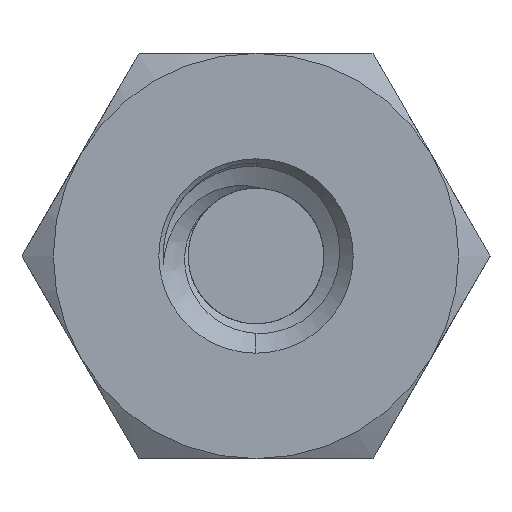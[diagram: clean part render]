
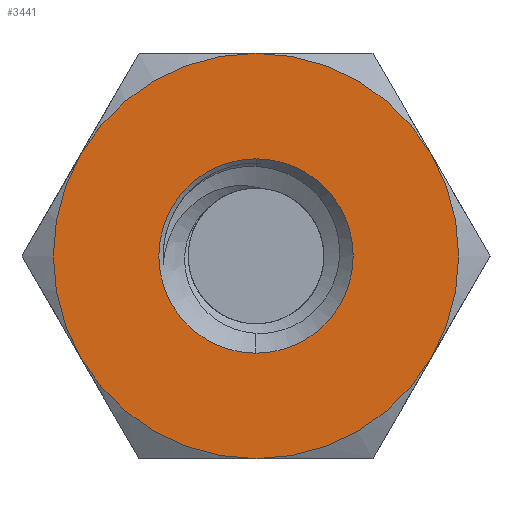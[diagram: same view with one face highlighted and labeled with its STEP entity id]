
A CAD part, left-side view. The second image highlights one B-rep face of the part: STEP entity #3441.
In plain terms, the highlighted planar face has unit normal (-1, 0, 0).
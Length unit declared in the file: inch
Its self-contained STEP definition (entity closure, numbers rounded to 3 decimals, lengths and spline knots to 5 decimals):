
#6 = PLANE ( 'NONE',  #793 ) ;
#100 = DIRECTION ( 'NONE',  ( 0., 0., 1. ) ) ;
#112 = VERTEX_POINT ( 'NONE', #1234 ) ;
#164 = VERTEX_POINT ( 'NONE', #1919 ) ;
#171 = ORIENTED_EDGE ( 'NONE', *, *, #911, .F. ) ;
#173 = CARTESIAN_POINT ( 'NONE',  ( -0.32813, 0., 0. ) ) ;
#342 = CIRCLE ( 'NONE', #3049, 0.09375 ) ;
#358 = DIRECTION ( 'NONE',  ( 1., 0., 0. ) ) ;
#394 = CARTESIAN_POINT ( 'NONE',  ( -0.32813, 0.08119, 0.04688 ) ) ;
#436 = EDGE_CURVE ( 'NONE', #2195, #1508, #3938, .T. ) ;
#571 = DIRECTION ( 'NONE',  ( -1., 0., 0. ) ) ;
#761 = CIRCLE ( 'NONE', #2107, 0.09375 ) ;
#777 = EDGE_LOOP ( 'NONE', ( #2758, #2149 ) ) ;
#793 = AXIS2_PLACEMENT_3D ( 'NONE', #1031, #358, #2530 ) ;
#852 = DIRECTION ( 'NONE',  ( -1., 0., 0. ) ) ;
#857 = AXIS2_PLACEMENT_3D ( 'NONE', #1479, #2217, #1806 ) ;
#911 = EDGE_CURVE ( 'NONE', #997, #164, #761, .T. ) ;
#965 = CARTESIAN_POINT ( 'NONE',  ( -0.32813, 0., 0. ) ) ;
#997 = VERTEX_POINT ( 'NONE', #1467 ) ;
#1031 = CARTESIAN_POINT ( 'NONE',  ( -0.32813, 0.10825, 0. ) ) ;
#1172 = AXIS2_PLACEMENT_3D ( 'NONE', #2735, #571, #3432 ) ;
#1180 = AXIS2_PLACEMENT_3D ( 'NONE', #3744, #852, #100 ) ;
#1234 = CARTESIAN_POINT ( 'NONE',  ( -0.32813, 0., 0.09375 ) ) ;
#1306 = EDGE_CURVE ( 'NONE', #3156, #1675, #3664, .T. ) ;
#1467 = CARTESIAN_POINT ( 'NONE',  ( -0.32813, -0.08119, 0.04687 ) ) ;
#1479 = CARTESIAN_POINT ( 'NONE',  ( -0.32813, 0., 0. ) ) ;
#1492 = CARTESIAN_POINT ( 'NONE',  ( -0.32813, 0., -0.09375 ) ) ;
#1508 = VERTEX_POINT ( 'NONE', #394 ) ;
#1619 = VERTEX_POINT ( 'NONE', #1492 ) ;
#1645 = AXIS2_PLACEMENT_3D ( 'NONE', #173, #3796, #1994 ) ;
#1675 = VERTEX_POINT ( 'NONE', #4499 ) ;
#1711 = DIRECTION ( 'NONE',  ( 1., 0., 0. ) ) ;
#1806 = DIRECTION ( 'NONE',  ( 0., 0., -1. ) ) ;
#1835 = CIRCLE ( 'NONE', #1180, 0.045 ) ;
#1919 = CARTESIAN_POINT ( 'NONE',  ( -0.32813, -0.08119, -0.04688 ) ) ;
#1960 = DIRECTION ( 'NONE',  ( 0., 0., -1. ) ) ;
#1994 = DIRECTION ( 'NONE',  ( 0., 0., 1. ) ) ;
#2030 = FACE_BOUND ( 'NONE', #777, .T. ) ;
#2107 = AXIS2_PLACEMENT_3D ( 'NONE', #2380, #3852, #1960 ) ;
#2149 = ORIENTED_EDGE ( 'NONE', *, *, #1306, .F. ) ;
#2195 = VERTEX_POINT ( 'NONE', #3558 ) ;
#2217 = DIRECTION ( 'NONE',  ( 1., 0., 0. ) ) ;
#2252 = CARTESIAN_POINT ( 'NONE',  ( -0.32813, 0., 0. ) ) ;
#2380 = CARTESIAN_POINT ( 'NONE',  ( -0.32813, 0., 0. ) ) ;
#2437 = EDGE_LOOP ( 'NONE', ( #4629, #3229, #171, #3279, #4293, #2478 ) ) ;
#2478 = ORIENTED_EDGE ( 'NONE', *, *, #436, .F. ) ;
#2530 = DIRECTION ( 'NONE',  ( 0., 0., -1. ) ) ;
#2735 = CARTESIAN_POINT ( 'NONE',  ( -0.32813, 0., 0. ) ) ;
#2758 = ORIENTED_EDGE ( 'NONE', *, *, #3272, .F. ) ;
#3049 = AXIS2_PLACEMENT_3D ( 'NONE', #3608, #1711, #3189 ) ;
#3144 = DIRECTION ( 'NONE',  ( 0., 0., -1. ) ) ;
#3156 = VERTEX_POINT ( 'NONE', #3665 ) ;
#3182 = CIRCLE ( 'NONE', #857, 0.09375 ) ;
#3189 = DIRECTION ( 'NONE',  ( 0., 0., -1. ) ) ;
#3229 = ORIENTED_EDGE ( 'NONE', *, *, #3585, .F. ) ;
#3240 = FACE_OUTER_BOUND ( 'NONE', #2437, .T. ) ;
#3272 = EDGE_CURVE ( 'NONE', #1675, #3156, #1835, .T. ) ;
#3279 = ORIENTED_EDGE ( 'NONE', *, *, #4348, .F. ) ;
#3327 = AXIS2_PLACEMENT_3D ( 'NONE', #965, #4246, #3144 ) ;
#3432 = DIRECTION ( 'NONE',  ( 0., 0., 1. ) ) ;
#3441 = ADVANCED_FACE ( 'NONE', ( #2030, #3240 ), #6, .F. ) ;
#3514 = CIRCLE ( 'NONE', #4004, 0.09375 ) ;
#3558 = CARTESIAN_POINT ( 'NONE',  ( -0.32813, 0.08119, -0.04687 ) ) ;
#3585 = EDGE_CURVE ( 'NONE', #164, #1619, #342, .T. ) ;
#3608 = CARTESIAN_POINT ( 'NONE',  ( -0.32813, 0., 0. ) ) ;
#3664 = CIRCLE ( 'NONE', #1172, 0.045 ) ;
#3665 = CARTESIAN_POINT ( 'NONE',  ( -0.32813, 0., -0.045 ) ) ;
#3744 = CARTESIAN_POINT ( 'NONE',  ( -0.32813, 0., 0. ) ) ;
#3796 = DIRECTION ( 'NONE',  ( -1., 0., 0. ) ) ;
#3849 = CIRCLE ( 'NONE', #1645, 0.09375 ) ;
#3852 = DIRECTION ( 'NONE',  ( 1., 0., 0. ) ) ;
#3917 = EDGE_CURVE ( 'NONE', #112, #1508, #3849, .T. ) ;
#3938 = CIRCLE ( 'NONE', #3327, 0.09375 ) ;
#4004 = AXIS2_PLACEMENT_3D ( 'NONE', #2252, #4064, #4396 ) ;
#4064 = DIRECTION ( 'NONE',  ( 1., 0., 0. ) ) ;
#4246 = DIRECTION ( 'NONE',  ( 1., 0., 0. ) ) ;
#4293 = ORIENTED_EDGE ( 'NONE', *, *, #3917, .T. ) ;
#4348 = EDGE_CURVE ( 'NONE', #112, #997, #3514, .T. ) ;
#4396 = DIRECTION ( 'NONE',  ( 0., 0., -1. ) ) ;
#4499 = CARTESIAN_POINT ( 'NONE',  ( -0.32813, 0., 0.045 ) ) ;
#4531 = EDGE_CURVE ( 'NONE', #1619, #2195, #3182, .T. ) ;
#4629 = ORIENTED_EDGE ( 'NONE', *, *, #4531, .F. ) ;
